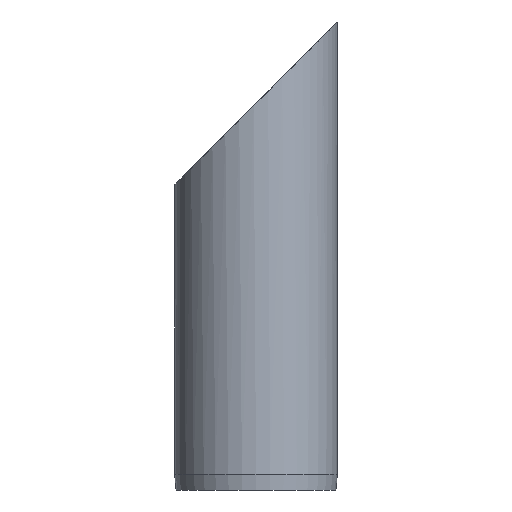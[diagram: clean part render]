
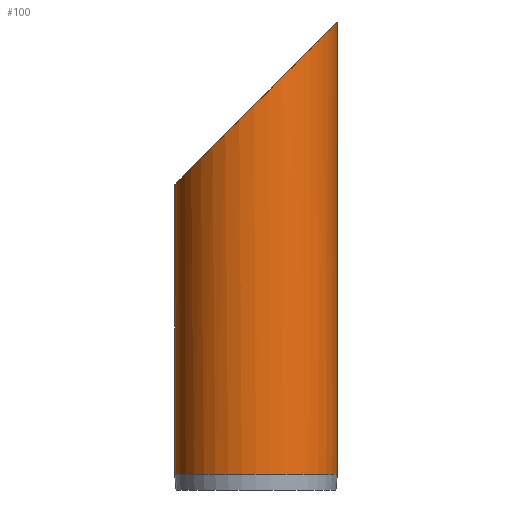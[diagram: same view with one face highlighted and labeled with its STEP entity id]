
A CAD part, front view. The second image highlights one B-rep face of the part: STEP entity #100.
In plain terms, the highlighted cylindrical face has radius 365 mm (diameter 730 mm), a full revolution.
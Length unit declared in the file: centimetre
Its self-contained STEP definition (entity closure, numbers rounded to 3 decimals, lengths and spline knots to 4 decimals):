
#21=CYLINDRICAL_SURFACE('',#115,36.5);
#26=LINE('',#176,#31);
#31=VECTOR('',#149,36.5);
#33=CIRCLE('',#109,36.5);
#45=FACE_OUTER_BOUND('',#52,.T.);
#52=EDGE_LOOP('',(#90,#91,#92,#93));
#53=ELLIPSE('',#105,51.6188,36.5);
#55=VERTEX_POINT('',#155);
#58=VERTEX_POINT('',#162);
#61=EDGE_CURVE('',#55,#55,#53,.T.);
#65=EDGE_CURVE('',#58,#58,#33,.T.);
#71=EDGE_CURVE('',#58,#55,#26,.T.);
#90=ORIENTED_EDGE('',*,*,#65,.F.);
#91=ORIENTED_EDGE('',*,*,#71,.T.);
#92=ORIENTED_EDGE('',*,*,#61,.T.);
#93=ORIENTED_EDGE('',*,*,#71,.F.);
#100=ADVANCED_FACE('',(#45),#21,.T.);
#105=AXIS2_PLACEMENT_3D('',#156,#123,#124);
#109=AXIS2_PLACEMENT_3D('',#164,#132,#133);
#115=AXIS2_PLACEMENT_3D('',#175,#147,#148);
#123=DIRECTION('center_axis',(0.707,0.,-0.707));
#124=DIRECTION('ref_axis',(0.707,0.,0.707));
#132=DIRECTION('center_axis',(0.,0.,-1.));
#133=DIRECTION('ref_axis',(1.,0.,0.));
#147=DIRECTION('center_axis',(0.,0.,-1.));
#148=DIRECTION('ref_axis',(1.,0.,0.));
#149=DIRECTION('',(0.,0.,1.));
#155=CARTESIAN_POINT('',(-36.5,0.,137.1046));
#156=CARTESIAN_POINT('Origin',(0.,0.,173.6046));
#162=CARTESIAN_POINT('',(-36.5,0.,7.));
#164=CARTESIAN_POINT('Origin',(0.,0.,7.));
#175=CARTESIAN_POINT('Origin',(0.,0.,8.5));
#176=CARTESIAN_POINT('',(-36.5,0.,8.5));
